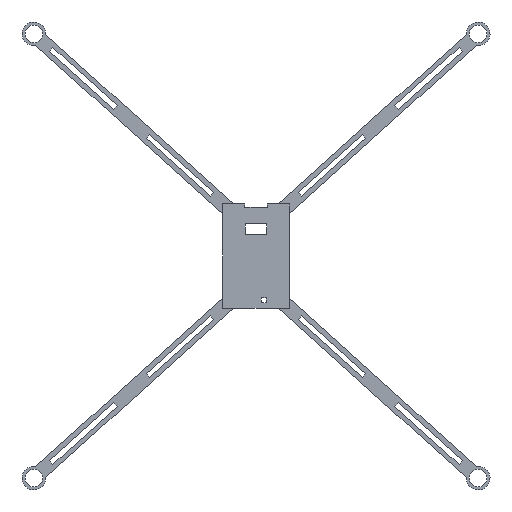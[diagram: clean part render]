
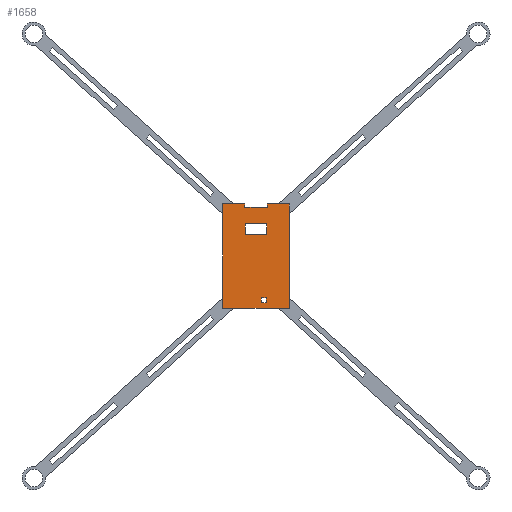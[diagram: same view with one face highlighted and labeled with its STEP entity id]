
A CAD part, front view. The second image highlights one B-rep face of the part: STEP entity #1658.
In plain terms, the highlighted planar face has unit normal (0, -1, 0).
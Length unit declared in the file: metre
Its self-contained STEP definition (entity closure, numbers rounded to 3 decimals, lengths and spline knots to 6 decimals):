
#466=ORIENTED_EDGE('',*,*,#706,.T.);
#467=ORIENTED_EDGE('',*,*,#708,.T.);
#468=ORIENTED_EDGE('',*,*,#709,.T.);
#469=ORIENTED_EDGE('',*,*,#703,.T.);
#470=ORIENTED_EDGE('',*,*,#698,.T.);
#471=ORIENTED_EDGE('',*,*,#700,.T.);
#472=ORIENTED_EDGE('',*,*,#701,.T.);
#473=ORIENTED_EDGE('',*,*,#695,.T.);
#474=ORIENTED_EDGE('',*,*,#712,.T.);
#475=ORIENTED_EDGE('',*,*,#713,.F.);
#476=ORIENTED_EDGE('',*,*,#578,.F.);
#477=ORIENTED_EDGE('',*,*,#710,.F.);
#478=ORIENTED_EDGE('',*,*,#660,.F.);
#479=ORIENTED_EDGE('',*,*,#600,.F.);
#480=ORIENTED_EDGE('',*,*,#645,.F.);
#481=ORIENTED_EDGE('',*,*,#621,.T.);
#482=ORIENTED_EDGE('',*,*,#562,.F.);
#562=EDGE_CURVE('',#783,#784,#932,.T.);
#578=EDGE_CURVE('',#796,#795,#948,.T.);
#600=EDGE_CURVE('',#813,#814,#968,.T.);
#621=EDGE_CURVE('',#829,#784,#987,.T.);
#645=EDGE_CURVE('',#829,#813,#1009,.T.);
#660=EDGE_CURVE('',#814,#856,#1022,.T.);
#695=EDGE_CURVE('',#858,#857,#1057,.T.);
#698=EDGE_CURVE('',#857,#859,#1060,.T.);
#700=EDGE_CURVE('',#859,#860,#1062,.T.);
#701=EDGE_CURVE('',#860,#858,#1063,.T.);
#703=EDGE_CURVE('',#862,#861,#1065,.T.);
#706=EDGE_CURVE('',#861,#863,#1068,.T.);
#708=EDGE_CURVE('',#863,#864,#1070,.T.);
#709=EDGE_CURVE('',#864,#862,#1071,.T.);
#710=EDGE_CURVE('',#856,#796,#1072,.T.);
#712=EDGE_CURVE('',#783,#865,#1074,.T.);
#713=EDGE_CURVE('',#795,#865,#1075,.T.);
#783=VERTEX_POINT('',#2322);
#784=VERTEX_POINT('',#2323);
#795=VERTEX_POINT('',#2350);
#796=VERTEX_POINT('',#2352);
#813=VERTEX_POINT('',#2397);
#814=VERTEX_POINT('',#2399);
#829=VERTEX_POINT('',#2441);
#856=VERTEX_POINT('',#2521);
#857=VERTEX_POINT('',#2589);
#858=VERTEX_POINT('',#2591);
#859=VERTEX_POINT('',#2595);
#860=VERTEX_POINT('',#2599);
#861=VERTEX_POINT('',#2605);
#862=VERTEX_POINT('',#2607);
#863=VERTEX_POINT('',#2611);
#864=VERTEX_POINT('',#2615);
#865=VERTEX_POINT('',#2623);
#932=LINE('',#2321,#1142);
#948=LINE('',#2353,#1158);
#968=LINE('',#2398,#1178);
#987=LINE('',#2440,#1197);
#1009=LINE('',#2488,#1219);
#1022=LINE('',#2520,#1232);
#1057=LINE('',#2590,#1267);
#1060=LINE('',#2596,#1270);
#1062=LINE('',#2600,#1272);
#1063=LINE('',#2602,#1273);
#1065=LINE('',#2606,#1275);
#1068=LINE('',#2612,#1278);
#1070=LINE('',#2616,#1280);
#1071=LINE('',#2618,#1281);
#1072=LINE('',#2620,#1282);
#1074=LINE('',#2624,#1284);
#1075=LINE('',#2626,#1285);
#1142=VECTOR('',#1866,1.);
#1158=VECTOR('',#1886,1.);
#1178=VECTOR('',#1922,1.);
#1197=VECTOR('',#1957,1.);
#1219=VECTOR('',#1999,1.);
#1232=VECTOR('',#2028,1.);
#1267=VECTOR('',#2129,1.);
#1270=VECTOR('',#2134,1.);
#1272=VECTOR('',#2138,1.);
#1273=VECTOR('',#2141,1.);
#1275=VECTOR('',#2145,1.);
#1278=VECTOR('',#2150,1.);
#1280=VECTOR('',#2154,1.);
#1281=VECTOR('',#2157,1.);
#1282=VECTOR('',#2160,1.);
#1284=VECTOR('',#2164,1.);
#1285=VECTOR('',#2167,1.);
#1394=EDGE_LOOP('',(#466,#467,#468,#469));
#1395=EDGE_LOOP('',(#470,#471,#472,#473));
#1396=EDGE_LOOP('',(#474,#475,#476,#477,#478,#479,#480,#481,#482));
#1506=FACE_BOUND('',#1394,.T.);
#1507=FACE_BOUND('',#1395,.T.);
#1508=FACE_BOUND('',#1396,.T.);
#1579=PLANE('',#1766);
#1658=ADVANCED_FACE('',(#1506,#1507,#1508),#1579,.F.);
#1766=AXIS2_PLACEMENT_3D('',#2625,#2165,#2166);
#1866=DIRECTION('',(0.028,0.,-1.));
#1886=DIRECTION('',(1.,0.,0.));
#1922=DIRECTION('',(0.,0.,1.));
#1957=DIRECTION('',(0.,0.,1.));
#1999=DIRECTION('',(-1.,0.,0.));
#2028=DIRECTION('',(1.,0.,0.));
#2129=DIRECTION('',(1.,0.,0.));
#2134=DIRECTION('',(0.,0.,-1.));
#2138=DIRECTION('',(-1.,0.,0.));
#2141=DIRECTION('',(0.,0.,1.));
#2145=DIRECTION('',(0.,0.,1.));
#2150=DIRECTION('',(1.,0.,0.));
#2154=DIRECTION('',(0.,0.,-1.));
#2157=DIRECTION('',(-1.,0.,0.));
#2160=DIRECTION('',(0.,0.,-1.));
#2164=DIRECTION('',(-1.,0.,0.));
#2165=DIRECTION('',(0.,1.,0.));
#2166=DIRECTION('',(-1.,0.,0.));
#2167=DIRECTION('',(0.,0.,1.));
#2321=CARTESIAN_POINT('',(0.13,0.,0.0158));
#2322=CARTESIAN_POINT('',(0.13,0.,0.0158));
#2323=CARTESIAN_POINT('',(0.13005,0.,0.014));
#2350=CARTESIAN_POINT('',(0.1211,0.,0.0143));
#2352=CARTESIAN_POINT('',(0.112,0.,0.0143));
#2353=CARTESIAN_POINT('',(0.10445,0.,0.0143));
#2397=CARTESIAN_POINT('',(0.10295,0.,-0.0265));
#2398=CARTESIAN_POINT('',(0.10295,0.,-0.0265));
#2399=CARTESIAN_POINT('',(0.10295,0.,0.0158));
#2440=CARTESIAN_POINT('',(0.13005,0.,-0.0021));
#2441=CARTESIAN_POINT('',(0.13005,0.,-0.0265));
#2488=CARTESIAN_POINT('',(0.13005,0.,-0.0265));
#2520=CARTESIAN_POINT('',(0.1226,0.,0.0158));
#2521=CARTESIAN_POINT('',(0.112,0.,0.0158));
#2589=CARTESIAN_POINT('',(0.1209,0.,0.0077));
#2590=CARTESIAN_POINT('',(0.11435,0.,0.0077));
#2591=CARTESIAN_POINT('',(0.1122,0.,0.0077));
#2595=CARTESIAN_POINT('',(0.1209,0.,0.0033));
#2596=CARTESIAN_POINT('',(0.1209,0.,0.0028));
#2599=CARTESIAN_POINT('',(0.1122,0.,0.0033));
#2600=CARTESIAN_POINT('',(0.1187,0.,0.0033));
#2602=CARTESIAN_POINT('',(0.1122,0.,0.0006));
#2605=CARTESIAN_POINT('',(0.11865,0.,-0.0222));
#2606=CARTESIAN_POINT('',(0.11865,0.,-0.01315));
#2607=CARTESIAN_POINT('',(0.11865,0.,-0.0242));
#2611=CARTESIAN_POINT('',(0.12065,0.,-0.0222));
#2612=CARTESIAN_POINT('',(0.117575,0.,-0.0222));
#2615=CARTESIAN_POINT('',(0.12065,0.,-0.0242));
#2616=CARTESIAN_POINT('',(0.12065,0.,-0.01215));
#2618=CARTESIAN_POINT('',(0.118575,0.,-0.0242));
#2620=CARTESIAN_POINT('',(0.112,0.,0.0158));
#2623=CARTESIAN_POINT('',(0.1211,0.,0.0158));
#2624=CARTESIAN_POINT('',(0.1188,0.,0.0158));
#2625=CARTESIAN_POINT('',(0.1165,0.,-0.0021));
#2626=CARTESIAN_POINT('',(0.1211,0.,0.0143));
